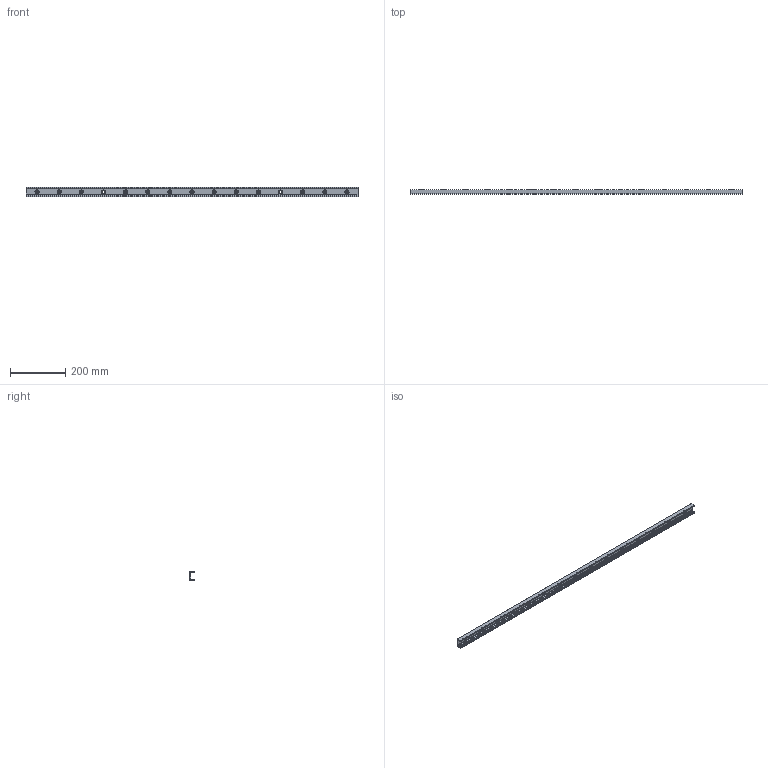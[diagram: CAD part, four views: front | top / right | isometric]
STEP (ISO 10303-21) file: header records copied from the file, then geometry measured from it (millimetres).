
FILE_DESCRIPTION((''),'2;1');
FILE_NAME('LCX 35-1200.C.stp','2016-04-28T08:52:12',('MRathmann'),(''),'Autodesk Inventor 2012','Autodesk Inventor 2012','');
FILE_SCHEMA(('CONFIG_CONTROL_DESIGN'));
Length unit declared in the file: millimetre
Products named in the file (1): LCX 35-1200.C
Bounding box: 1200 x 16.5 x 35 mm (x, y, z)
Volume: 258643.3 mm3; surface area: 154324 mm2
Topology: 1 solids, 1 shells, 73 faces, 228 edges, 157 vertices
Faces by surface type: cylinder 43, plane 30
Full cylindrical faces by diameter (mm): 8 x15, 15 x15
Entity records: 2659 total; most frequent: CARTESIAN_POINT 804, DIRECTION 387, ORIENTED_EDGE 336, EDGE_CURVE 168, AXIS2_PLACEMENT_3D 160, EDGE_LOOP 133, VERTEX_POINT 127, CIRCLE 86
